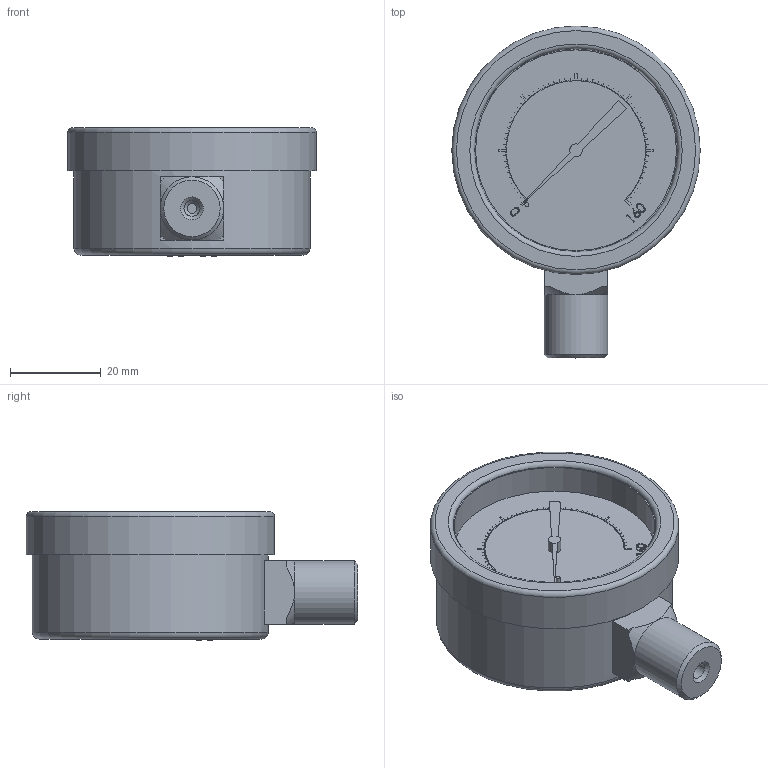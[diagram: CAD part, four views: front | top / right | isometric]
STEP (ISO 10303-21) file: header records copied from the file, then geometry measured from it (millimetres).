
FILE_DESCRIPTION (( 'STEP AP214' ), '1' );
FILE_NAME ('G20-BD160-4LB.STEP', '2022-11-29T15:57:41', ( '' ), ( '' ), 'SwSTEP 2.0', 'SolidWorks 2021', '' );
FILE_SCHEMA (( 'AUTOMOTIVE_DESIGN' ));
Length unit declared in the file: inch
Products named in the file (1): G20-BD160-4LB
Bounding box: 54.81 x 73.2 x 28.32 mm (x, y, z)
Volume: 52147.8 mm3; surface area: 11624.4 mm2
Topology: 1 solids, 1 shells, 423 faces, 1189 edges, 784 vertices
Faces by surface type: plane 277, cylinder 81, bspline 28, cone 20, torus 17
Full cylindrical faces by diameter (mm): 0.85 x1, 2.785 x1, 3.556 x1, 6.35 x2, 13.97 x1, 44.323 x1, 52.07 x1, 54.813 x1
Entity records: 17056 total; most frequent: CARTESIAN_POINT 4924, ORIENTED_EDGE 2334, DIRECTION 2100, EDGE_CURVE 1167, LINE 840, VECTOR 840, VERTEX_POINT 779, AXIS2_PLACEMENT_3D 630
